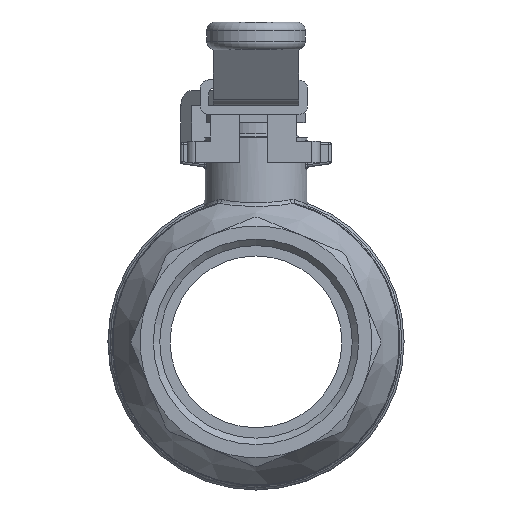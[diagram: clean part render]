
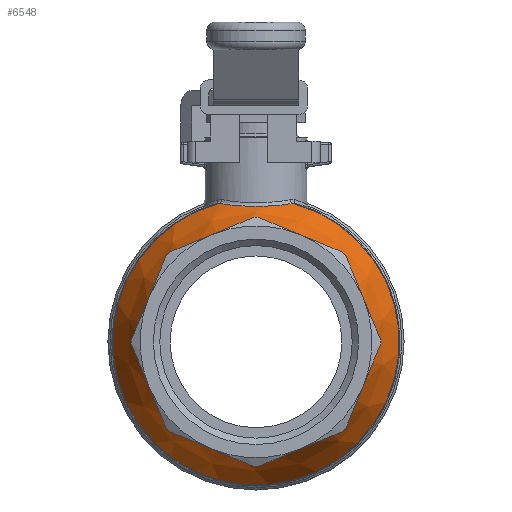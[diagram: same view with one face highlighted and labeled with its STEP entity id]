
A CAD part, left-side view. The second image highlights one B-rep face of the part: STEP entity #6548.
In plain terms, the highlighted conical face has half-angle 28.369 degrees and reference radius 26.75 mm.
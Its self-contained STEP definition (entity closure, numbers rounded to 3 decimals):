
#258=CONICAL_SURFACE('',#6964,26.75,0.495);
#975=B_SPLINE_CURVE_WITH_KNOTS('',3,(#9389,#9390,#9391,#9392,#9393,#9394,
#9395,#9396,#9397),.UNSPECIFIED.,.F.,.F.,(4,1,1,1,1,1,4),(0.,
0.005,0.009,0.012,0.014,
0.016,0.019),.UNSPECIFIED.);
#1207=ORIENTED_EDGE('',*,*,#2627,.T.);
#1208=ORIENTED_EDGE('',*,*,#2628,.T.);
#1209=ORIENTED_EDGE('',*,*,#2629,.T.);
#2627=EDGE_CURVE('',#3318,#3319,#3761,.F.);
#2628=EDGE_CURVE('',#3319,#3318,#975,.T.);
#2629=EDGE_CURVE('',#3320,#3320,#3762,.T.);
#3318=VERTEX_POINT('',#9387);
#3319=VERTEX_POINT('',#9388);
#3320=VERTEX_POINT('',#9399);
#3761=CIRCLE('',#6965,33.38);
#3762=CIRCLE('',#6966,26.87);
#4024=EDGE_LOOP('',(#1207,#1208));
#4025=EDGE_LOOP('',(#1209));
#4431=FACE_BOUND('',#4024,.T.);
#4432=FACE_BOUND('',#4025,.T.);
#6548=ADVANCED_FACE('',(#4431,#4432),#258,.T.);
#6964=AXIS2_PLACEMENT_3D('',#9385,#7661,#7662);
#6965=AXIS2_PLACEMENT_3D('',#9386,#7663,#7664);
#6966=AXIS2_PLACEMENT_3D('',#9398,#7665,#7666);
#7661=DIRECTION('',(0.,1.,0.));
#7662=DIRECTION('',(0.,0.,1.));
#7663=DIRECTION('',(0.,1.,0.));
#7664=DIRECTION('',(0.,0.,1.));
#7665=DIRECTION('',(0.,1.,0.));
#7666=DIRECTION('',(0.,0.,1.));
#9385=CARTESIAN_POINT('',(0.,-21.5,0.));
#9386=CARTESIAN_POINT('',(0.,-9.222,0.));
#9387=CARTESIAN_POINT('',(-8.435,-9.222,32.296));
#9388=CARTESIAN_POINT('',(8.435,-9.222,32.296));
#9389=CARTESIAN_POINT('',(8.435,-9.222,32.296));
#9390=CARTESIAN_POINT('',(7.3,-10.26,32.014));
#9391=CARTESIAN_POINT('',(4.654,-11.924,31.677));
#9392=CARTESIAN_POINT('',(0.791,-12.675,31.575));
#9393=CARTESIAN_POINT('',(-2.343,-12.374,31.619));
#9394=CARTESIAN_POINT('',(-4.558,-11.729,31.724));
#9395=CARTESIAN_POINT('',(-6.653,-10.669,31.931));
#9396=CARTESIAN_POINT('',(-7.868,-9.741,32.155));
#9397=CARTESIAN_POINT('',(-8.435,-9.222,32.296));
#9398=CARTESIAN_POINT('',(0.,-21.278,0.));
#9399=CARTESIAN_POINT('',(0.,-21.278,26.87));
